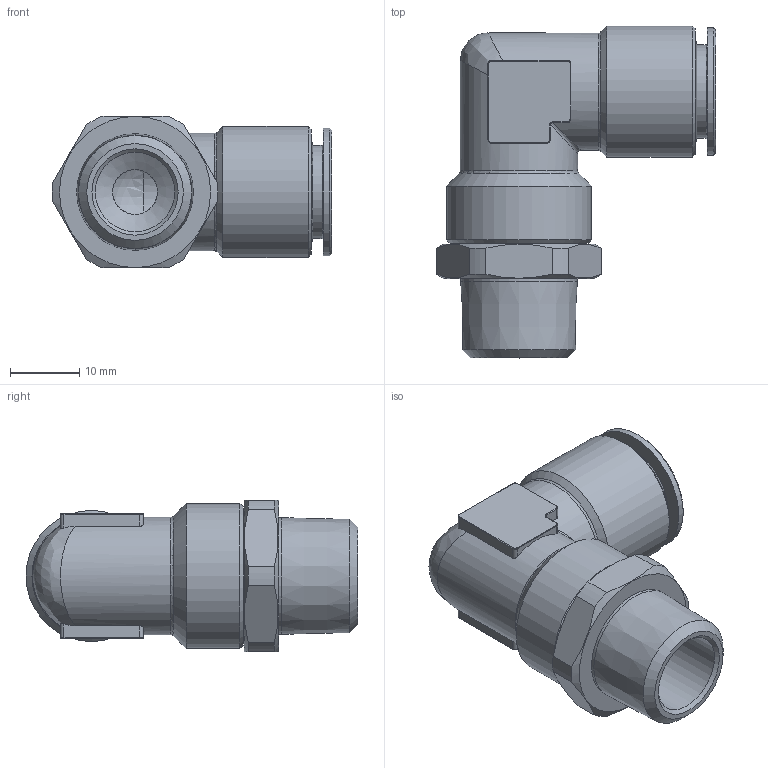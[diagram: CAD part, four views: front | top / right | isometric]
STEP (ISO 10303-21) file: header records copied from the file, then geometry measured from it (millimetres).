
FILE_DESCRIPTION( ( 'STEP AP214' ), '1' );
FILE_NAME( 'psolqas_6080_18.stp', '2020-12-10T08:55:04', ( 'License CC BY-ND 4.0' ), ( 'CADENAS' ), ' ', 'PARTsolutions', ' ' );
FILE_SCHEMA( ( 'AUTOMOTIVE_DESIGN { 1 0 10303 214 1 1 1 1 }' ) );
Length unit declared in the file: metre
Products named in the file (1): Taglia-Rivoluzione2
Bounding box: 40.49 x 48.1 x 22 mm (x, y, z)
Volume: 12445 mm3; surface area: 6987.6 mm2
Topology: 1 solids, 1 shells, 102 faces, 253 edges, 156 vertices
Faces by surface type: cylinder 42, plane 27, torus 15, cone 15, bspline 2, sphere 1
Full cylindrical faces by diameter (mm): 6.5 x1, 11 x1, 11.5 x1, 12.15 x1, 13.5 x1, 16.9 x1, 17 x2, 17.9 x1, 18.5 x1, 19 x1, 21 x1
Entity records: 4102 total; most frequent: CARTESIAN_POINT 1055, DIRECTION 468, ORIENTED_EDGE 424, EDGE_CURVE 212, AXIS2_PLACEMENT_3D 200, VERTEX_POINT 147, EDGE_LOOP 139, FACE_OUTER_BOUND 117
